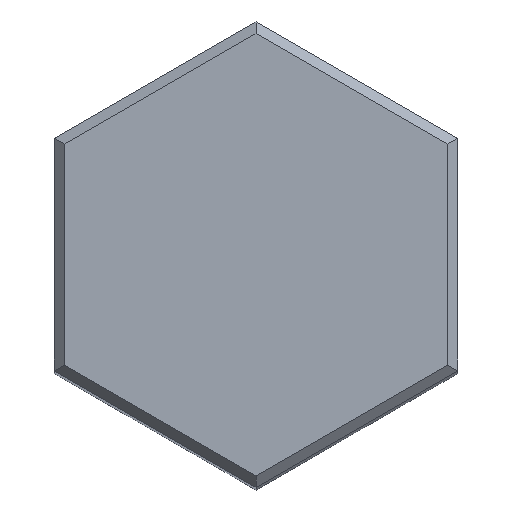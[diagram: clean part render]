
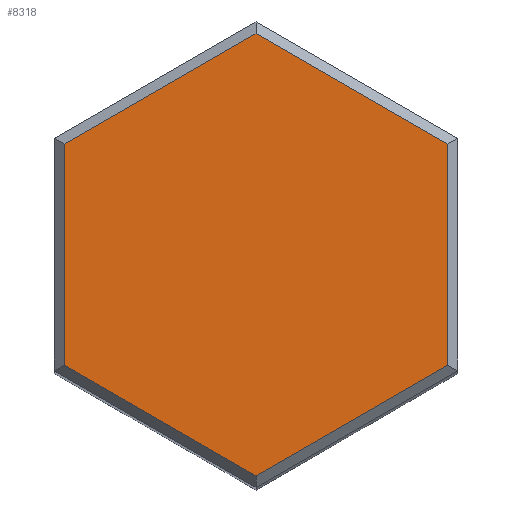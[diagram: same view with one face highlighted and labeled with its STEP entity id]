
A CAD part, top view. The second image highlights one B-rep face of the part: STEP entity #8318.
In plain terms, the highlighted planar face has unit normal (0, 0, 1).
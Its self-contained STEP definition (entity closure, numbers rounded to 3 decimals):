
#44 = ORIENTED_EDGE ( 'NONE', *, *, #6122, .T. ) ;
#363 = VECTOR ( 'NONE', #9441, 1000. ) ;
#396 = DIRECTION ( 'NONE',  ( 1., 0., 0. ) ) ;
#450 = VERTEX_POINT ( 'NONE', #4928 ) ;
#510 = CARTESIAN_POINT ( 'NONE',  ( 1.9, -1.097, 67.5 ) ) ;
#723 = EDGE_CURVE ( 'NONE', #2591, #9256, #1936, .T. ) ;
#989 = VECTOR ( 'NONE', #8530, 1000. ) ;
#1207 = VERTEX_POINT ( 'NONE', #510 ) ;
#1555 = VECTOR ( 'NONE', #10401, 1000. ) ;
#1628 = EDGE_CURVE ( 'NONE', #9236, #5851, #10351, .T. ) ;
#1936 = LINE ( 'NONE', #2910, #7625 ) ;
#2044 = CARTESIAN_POINT ( 'NONE',  ( 0., 0., 67.5 ) ) ;
#2067 = DIRECTION ( 'NONE',  ( -0.866, 0.5, 0. ) ) ;
#2591 = VERTEX_POINT ( 'NONE', #3990 ) ;
#2910 = CARTESIAN_POINT ( 'NONE',  ( -0.05, 2.223, 67.5 ) ) ;
#3559 = CARTESIAN_POINT ( 'NONE',  ( 1.95, -1.068, 67.5 ) ) ;
#3599 = CARTESIAN_POINT ( 'NONE',  ( -1.95, 1.068, 67.5 ) ) ;
#3636 = ORIENTED_EDGE ( 'NONE', *, *, #8751, .T. ) ;
#3990 = CARTESIAN_POINT ( 'NONE',  ( 1.9, 1.097, 67.5 ) ) ;
#4324 = VECTOR ( 'NONE', #6497, 1000. ) ;
#4479 = CARTESIAN_POINT ( 'NONE',  ( -1.9, -1.097, 67.5 ) ) ;
#4503 = DIRECTION ( 'NONE',  ( 0., 0., 1. ) ) ;
#4575 = PLANE ( 'NONE',  #6104 ) ;
#4612 = EDGE_CURVE ( 'NONE', #450, #9236, #4622, .T. ) ;
#4622 = LINE ( 'NONE', #6081, #363 ) ;
#4872 = CARTESIAN_POINT ( 'NONE',  ( 1.9, 1.155, 67.5 ) ) ;
#4928 = CARTESIAN_POINT ( 'NONE',  ( -1.9, 1.097, 67.5 ) ) ;
#4970 = FACE_OUTER_BOUND ( 'NONE', #9056, .T. ) ;
#4989 = LINE ( 'NONE', #3559, #989 ) ;
#5234 = ORIENTED_EDGE ( 'NONE', *, *, #723, .T. ) ;
#5334 = CARTESIAN_POINT ( 'NONE',  ( 0.05, -2.223, 67.5 ) ) ;
#5851 = VERTEX_POINT ( 'NONE', #6632 ) ;
#6044 = ORIENTED_EDGE ( 'NONE', *, *, #1628, .T. ) ;
#6081 = CARTESIAN_POINT ( 'NONE',  ( -1.9, -1.155, 67.5 ) ) ;
#6099 = ORIENTED_EDGE ( 'NONE', *, *, #4612, .T. ) ;
#6104 = AXIS2_PLACEMENT_3D ( 'NONE', #2044, #4503, #396 ) ;
#6122 = EDGE_CURVE ( 'NONE', #5851, #1207, #4989, .T. ) ;
#6497 = DIRECTION ( 'NONE',  ( 0., 1., 0. ) ) ;
#6632 = CARTESIAN_POINT ( 'NONE',  ( 0., -2.194, 67.5 ) ) ;
#7003 = CARTESIAN_POINT ( 'NONE',  ( 0., 2.194, 67.5 ) ) ;
#7071 = ORIENTED_EDGE ( 'NONE', *, *, #8089, .T. ) ;
#7173 = LINE ( 'NONE', #3599, #8205 ) ;
#7625 = VECTOR ( 'NONE', #2067, 1000. ) ;
#8089 = EDGE_CURVE ( 'NONE', #1207, #2591, #9097, .T. ) ;
#8205 = VECTOR ( 'NONE', #9322, 1000. ) ;
#8318 = ADVANCED_FACE ( 'NONE', ( #4970 ), #4575, .T. ) ;
#8530 = DIRECTION ( 'NONE',  ( 0.866, 0.5, 0. ) ) ;
#8751 = EDGE_CURVE ( 'NONE', #9256, #450, #7173, .T. ) ;
#9056 = EDGE_LOOP ( 'NONE', ( #3636, #6099, #6044, #44, #7071, #5234 ) ) ;
#9097 = LINE ( 'NONE', #4872, #4324 ) ;
#9236 = VERTEX_POINT ( 'NONE', #4479 ) ;
#9256 = VERTEX_POINT ( 'NONE', #7003 ) ;
#9322 = DIRECTION ( 'NONE',  ( -0.866, -0.5, 0. ) ) ;
#9441 = DIRECTION ( 'NONE',  ( 0., -1., 0. ) ) ;
#10351 = LINE ( 'NONE', #5334, #1555 ) ;
#10401 = DIRECTION ( 'NONE',  ( 0.866, -0.5, 0. ) ) ;
